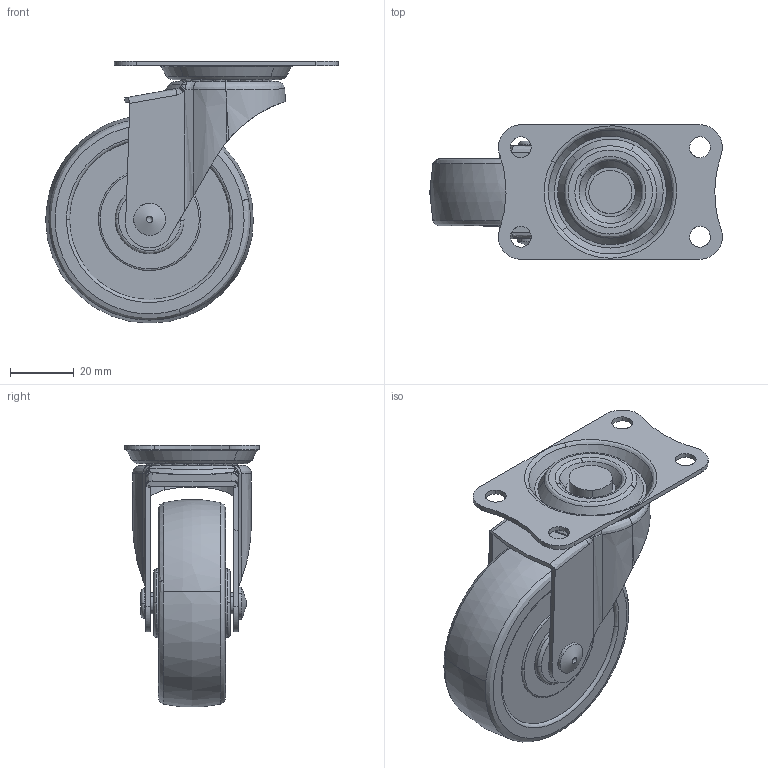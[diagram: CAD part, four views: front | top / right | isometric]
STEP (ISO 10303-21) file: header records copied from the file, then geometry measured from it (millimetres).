
FILE_DESCRIPTION((''),'2;1');
FILE_NAME('','2006-01-18T10:57:26',(''),(''),'','CADfix','');
FILE_SCHEMA(('AUTOMOTIVE_DESIGN'));
Length unit declared in the file: millimetre
Products named in the file (6): body; wheel; mounting plate; main shaft; axle; 320E_R65_13441_36
Assembly tree (5 placements, depth 2):
  320E_R65_13441_36
    body
    wheel
    mounting plate
    main shaft
    axle
Bounding box: 91.5 x 42 x 81.89 mm (x, y, z)
Volume: 80583.8 mm3; surface area: 29628.1 mm2
Topology: 5 solids, 5 shells, 236 faces, 801 edges, 609 vertices
Faces by surface type: bspline 236
Entity records: 17765 total; most frequent: CARTESIAN_POINT 12926, ORIENTED_EDGE 1598, EDGE_CURVE 799, B_SPLINE_CURVE_WITH_KNOTS 635, VERTEX_POINT 609, EDGE_LOOP 290, FACE_OUTER_BOUND 236, ADVANCED_FACE 236
